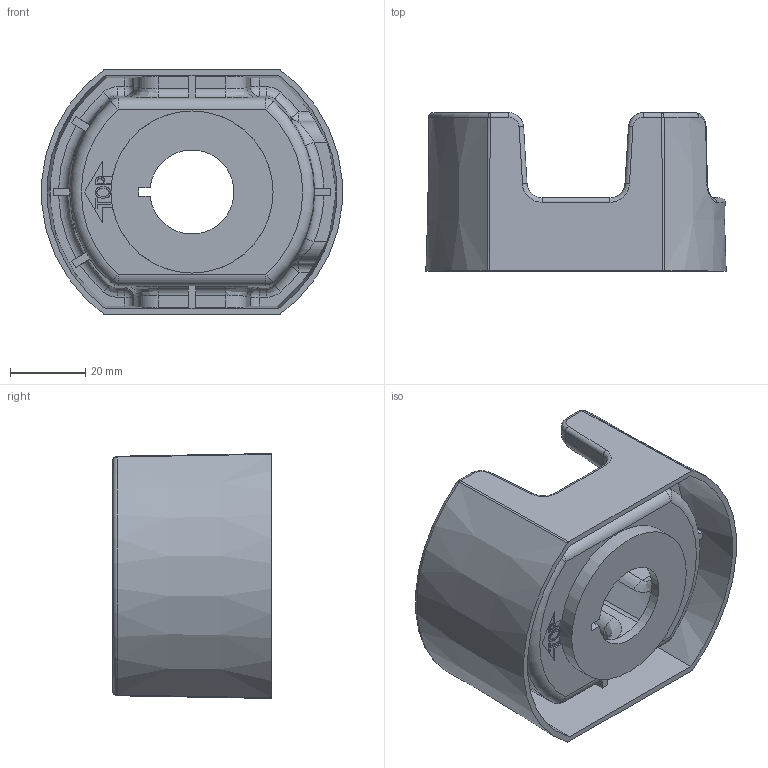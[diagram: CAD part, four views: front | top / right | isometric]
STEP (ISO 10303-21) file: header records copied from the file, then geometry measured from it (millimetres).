
FILE_DESCRIPTION(/* description */ (''),/* implementation_level */ '2;1');
FILE_NAME(/* name */ 'SB-22 EMC.stp',/* time_stamp */ '2024-01-13T12:40:48+07:00',/* author */ ('Omalon'),/* organization */ (''),/* preprocessor_version */ 'ST-DEVELOPER v18.1',/* originating_system */ 'Autodesk Inventor 2021',/* authorisation */ '');
FILE_SCHEMA (('AUTOMOTIVE_DESIGN { 1 0 10303 214 3 1 1 }'));
Length unit declared in the file: millimetre
Products named in the file (1): SB-22 EMC
Bounding box: 79.71 x 42 x 65 mm (x, y, z)
Volume: 27470.2 mm3; surface area: 35325.6 mm2
Topology: 1 solids, 1 shells, 279 faces, 675 edges, 402 vertices
Faces by surface type: plane 92, bspline 76, cylinder 63, torus 20, sphere 20, cone 8
Full cylindrical faces by diameter (mm): 39.6 x1, 43 x1
Entity records: 9544 total; most frequent: CARTESIAN_POINT 3387, ORIENTED_EDGE 1342, DIRECTION 1165, EDGE_CURVE 671, AXIS2_PLACEMENT_3D 434, VERTEX_POINT 402, LINE 297, VECTOR 297
